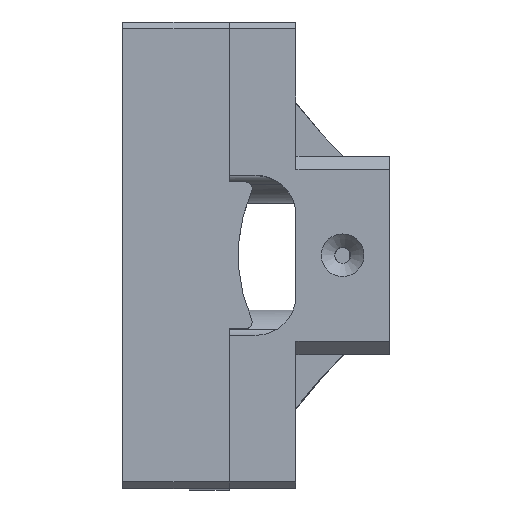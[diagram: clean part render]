
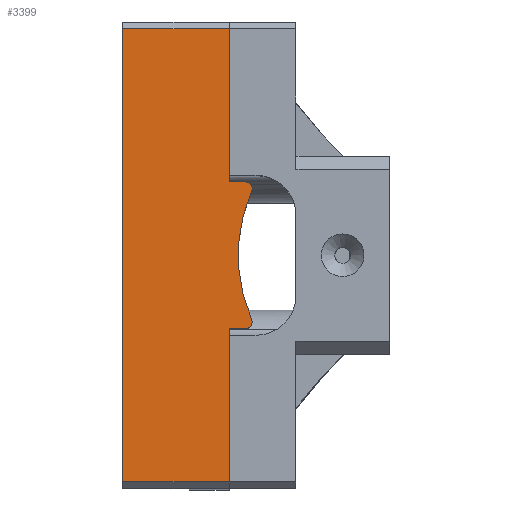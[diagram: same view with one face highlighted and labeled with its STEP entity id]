
A CAD part, top view. The second image highlights one B-rep face of the part: STEP entity #3399.
In plain terms, the highlighted planar face has unit normal (0, 0, 1).
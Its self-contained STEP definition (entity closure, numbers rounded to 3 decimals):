
#307=FACE_OUTER_BOUND('',#507,.T.);
#507=EDGE_LOOP('',(#3040,#3041,#3042,#3043,#3044,#3045,#3046,#3047,#3048,
#3049));
#614=CIRCLE('',#3703,0.5);
#615=CIRCLE('',#3704,12.);
#616=CIRCLE('',#3705,0.5);
#950=LINE('',#6322,#1306);
#958=LINE('',#6338,#1314);
#963=LINE('',#6349,#1319);
#964=LINE('',#6352,#1320);
#965=LINE('',#6354,#1321);
#966=LINE('',#6361,#1322);
#967=LINE('',#6362,#1323);
#1306=VECTOR('',#4571,10.);
#1314=VECTOR('',#4583,10.);
#1319=VECTOR('',#4594,10.);
#1320=VECTOR('',#4597,10.);
#1321=VECTOR('',#4598,10.);
#1322=VECTOR('',#4605,10.);
#1323=VECTOR('',#4606,10.);
#1618=VERTEX_POINT('',#6319);
#1619=VERTEX_POINT('',#6321);
#1624=VERTEX_POINT('',#6335);
#1625=VERTEX_POINT('',#6337);
#1628=VERTEX_POINT('',#6347);
#1629=VERTEX_POINT('',#6351);
#1630=VERTEX_POINT('',#6353);
#1631=VERTEX_POINT('',#6355);
#1632=VERTEX_POINT('',#6357);
#1633=VERTEX_POINT('',#6359);
#2090=EDGE_CURVE('',#1618,#1619,#950,.T.);
#2098=EDGE_CURVE('',#1624,#1625,#958,.T.);
#2104=EDGE_CURVE('',#1628,#1618,#963,.T.);
#2105=EDGE_CURVE('',#1628,#1629,#964,.T.);
#2106=EDGE_CURVE('',#1629,#1630,#965,.T.);
#2107=EDGE_CURVE('',#1631,#1630,#614,.T.);
#2108=EDGE_CURVE('',#1632,#1631,#615,.T.);
#2109=EDGE_CURVE('',#1633,#1632,#616,.T.);
#2110=EDGE_CURVE('',#1625,#1633,#966,.T.);
#2111=EDGE_CURVE('',#1619,#1624,#967,.T.);
#3040=ORIENTED_EDGE('',*,*,#2104,.F.);
#3041=ORIENTED_EDGE('',*,*,#2105,.T.);
#3042=ORIENTED_EDGE('',*,*,#2106,.T.);
#3043=ORIENTED_EDGE('',*,*,#2107,.F.);
#3044=ORIENTED_EDGE('',*,*,#2108,.F.);
#3045=ORIENTED_EDGE('',*,*,#2109,.F.);
#3046=ORIENTED_EDGE('',*,*,#2110,.F.);
#3047=ORIENTED_EDGE('',*,*,#2098,.F.);
#3048=ORIENTED_EDGE('',*,*,#2111,.F.);
#3049=ORIENTED_EDGE('',*,*,#2090,.F.);
#3220=PLANE('',#3702);
#3399=ADVANCED_FACE('',(#307),#3220,.T.);
#3702=AXIS2_PLACEMENT_3D('',#6350,#4595,#4596);
#3703=AXIS2_PLACEMENT_3D('',#6356,#4599,#4600);
#3704=AXIS2_PLACEMENT_3D('',#6358,#4601,#4602);
#3705=AXIS2_PLACEMENT_3D('',#6360,#4603,#4604);
#4571=DIRECTION('',(0.,1.,0.));
#4583=DIRECTION('',(0.,-1.,0.));
#4594=DIRECTION('',(-1.,0.,0.));
#4595=DIRECTION('center_axis',(0.,0.,1.));
#4596=DIRECTION('ref_axis',(-1.,0.,0.));
#4597=DIRECTION('',(0.,1.,0.));
#4598=DIRECTION('',(1.,0.,0.));
#4599=DIRECTION('center_axis',(0.,0.,-1.));
#4600=DIRECTION('ref_axis',(0.837,-0.548,0.));
#4601=DIRECTION('center_axis',(0.,0.,1.));
#4602=DIRECTION('ref_axis',(-0.889,0.458,0.));
#4603=DIRECTION('center_axis',(0.,0.,-1.));
#4604=DIRECTION('ref_axis',(0.837,0.548,0.));
#4605=DIRECTION('',(1.,0.,0.));
#4606=DIRECTION('',(1.,0.,0.));
#6319=CARTESIAN_POINT('',(58.55,-17.,62.5));
#6321=CARTESIAN_POINT('',(58.55,17.,62.5));
#6322=CARTESIAN_POINT('',(58.55,-17.5,62.5));
#6335=CARTESIAN_POINT('',(66.55,17.,62.5));
#6337=CARTESIAN_POINT('',(66.55,5.5,62.5));
#6338=CARTESIAN_POINT('',(66.55,6.,62.5));
#6347=CARTESIAN_POINT('',(66.55,-17.,62.5));
#6349=CARTESIAN_POINT('',(65.05,-17.,62.5));
#6350=CARTESIAN_POINT('Origin',(63.55,0.,62.5));
#6351=CARTESIAN_POINT('',(66.55,-5.5,62.5));
#6352=CARTESIAN_POINT('',(66.55,-6.,62.5));
#6353=CARTESIAN_POINT('',(67.759,-5.5,62.5));
#6354=CARTESIAN_POINT('',(66.55,-5.5,62.5));
#6355=CARTESIAN_POINT('',(68.217,-4.8,62.5));
#6356=CARTESIAN_POINT('Origin',(67.759,-5.,62.5));
#6357=CARTESIAN_POINT('',(68.217,4.8,62.5));
#6358=CARTESIAN_POINT('Origin',(79.215,0.,62.5));
#6359=CARTESIAN_POINT('',(67.759,5.5,62.5));
#6360=CARTESIAN_POINT('Origin',(67.759,5.,62.5));
#6361=CARTESIAN_POINT('',(66.55,5.5,62.5));
#6362=CARTESIAN_POINT('',(61.05,17.,62.5));
